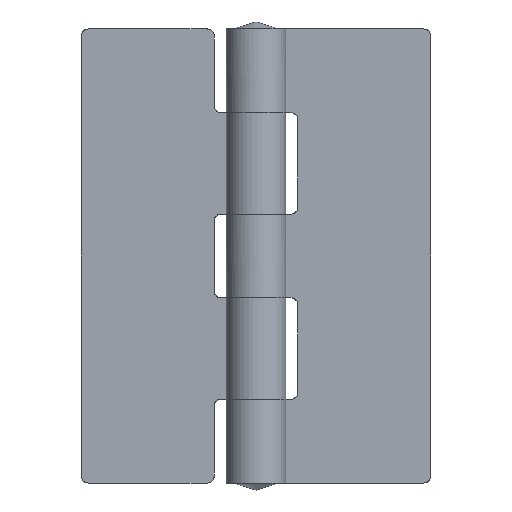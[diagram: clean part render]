
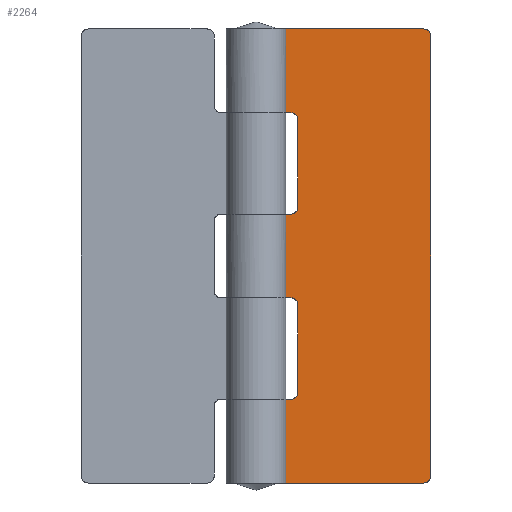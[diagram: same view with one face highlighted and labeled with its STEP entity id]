
A CAD part, front view. The second image highlights one B-rep face of the part: STEP entity #2264.
In plain terms, the highlighted free-form (B-spline) face has degree [1, 1] with [2, 2] control points.
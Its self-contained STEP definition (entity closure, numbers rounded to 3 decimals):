
#1215=CARTESIAN_POINT('',(5.,2.25,26.5));
#1216=VERTEX_POINT('',#1215);
#1217=CARTESIAN_POINT('',(6.,2.25,25.5));
#1218=VERTEX_POINT('',#1217);
#1219=CARTESIAN_POINT('',(5.,2.25,26.5));
#1220=CARTESIAN_POINT('',(6.,2.25,26.5));
#1221=CARTESIAN_POINT('',(6.,2.25,25.5));
#1229=(BOUNDED_CURVE()B_SPLINE_CURVE(2,(#1219,#1220,#1221),.UNSPECIFIED.,.F.,.U.)CURVE()GEOMETRIC_REPRESENTATION_ITEM()QUASI_UNIFORM_CURVE()RATIONAL_B_SPLINE_CURVE((1.0,0.707,1.0))REPRESENTATION_ITEM(''));
#1230=EDGE_CURVE('',#1216,#1218,#1229,.T.);
#1276=CARTESIAN_POINT('',(6.,2.25,13.0));
#1277=VERTEX_POINT('',#1276);
#1278=CARTESIAN_POINT('',(5.,2.25,12.0));
#1279=VERTEX_POINT('',#1278);
#1280=CARTESIAN_POINT('',(6.,2.25,13.0));
#1281=CARTESIAN_POINT('',(6.,2.25,12.0));
#1282=CARTESIAN_POINT('',(5.,2.25,12.0));
#1290=(BOUNDED_CURVE()B_SPLINE_CURVE(2,(#1280,#1281,#1282),.UNSPECIFIED.,.F.,.U.)CURVE()GEOMETRIC_REPRESENTATION_ITEM()QUASI_UNIFORM_CURVE()RATIONAL_B_SPLINE_CURVE((1.0,0.707,1.0))REPRESENTATION_ITEM(''));
#1291=EDGE_CURVE('',#1277,#1279,#1290,.T.);
#1337=CARTESIAN_POINT('',(5.,2.25,53.0));
#1338=VERTEX_POINT('',#1337);
#1339=CARTESIAN_POINT('',(6.,2.25,52.0));
#1340=VERTEX_POINT('',#1339);
#1341=CARTESIAN_POINT('',(5.,2.25,53.0));
#1342=CARTESIAN_POINT('',(6.,2.25,53.0));
#1343=CARTESIAN_POINT('',(6.,2.25,52.0));
#1351=(BOUNDED_CURVE()B_SPLINE_CURVE(2,(#1341,#1342,#1343),.UNSPECIFIED.,.F.,.U.)CURVE()GEOMETRIC_REPRESENTATION_ITEM()QUASI_UNIFORM_CURVE()RATIONAL_B_SPLINE_CURVE((1.0,0.707,1.0))REPRESENTATION_ITEM(''));
#1352=EDGE_CURVE('',#1338,#1340,#1351,.T.);
#1398=CARTESIAN_POINT('',(6.,2.25,39.5));
#1399=VERTEX_POINT('',#1398);
#1400=CARTESIAN_POINT('',(5.,2.25,38.5));
#1401=VERTEX_POINT('',#1400);
#1402=CARTESIAN_POINT('',(6.,2.25,39.5));
#1403=CARTESIAN_POINT('',(6.,2.25,38.5));
#1404=CARTESIAN_POINT('',(5.,2.25,38.5));
#1412=(BOUNDED_CURVE()B_SPLINE_CURVE(2,(#1402,#1403,#1404),.UNSPECIFIED.,.F.,.U.)CURVE()GEOMETRIC_REPRESENTATION_ITEM()QUASI_UNIFORM_CURVE()RATIONAL_B_SPLINE_CURVE((1.0,0.707,1.0))REPRESENTATION_ITEM(''));
#1413=EDGE_CURVE('',#1399,#1401,#1412,.T.);
#1476=CARTESIAN_POINT('',(24.0,2.25,65.0));
#1477=VERTEX_POINT('',#1476);
#1483=CARTESIAN_POINT('',(25.0,2.25,64.0));
#1484=VERTEX_POINT('',#1483);
#1485=CARTESIAN_POINT('',(25.0,2.25,64.0));
#1486=CARTESIAN_POINT('',(25.0,2.25,65.0));
#1487=CARTESIAN_POINT('',(24.0,2.25,65.0));
#1495=(BOUNDED_CURVE()B_SPLINE_CURVE(2,(#1485,#1486,#1487),.UNSPECIFIED.,.F.,.U.)CURVE()GEOMETRIC_REPRESENTATION_ITEM()QUASI_UNIFORM_CURVE()RATIONAL_B_SPLINE_CURVE((1.0,0.707,1.0))REPRESENTATION_ITEM(''));
#1496=EDGE_CURVE('',#1484,#1477,#1495,.T.);
#1537=CARTESIAN_POINT('',(25.0,2.25,1.0));
#1538=VERTEX_POINT('',#1537);
#1544=CARTESIAN_POINT('',(24.0,2.25,0.0));
#1545=VERTEX_POINT('',#1544);
#1546=CARTESIAN_POINT('',(24.0,2.25,0.0));
#1547=CARTESIAN_POINT('',(25.0,2.25,0.0));
#1548=CARTESIAN_POINT('',(25.0,2.25,1.0));
#1556=(BOUNDED_CURVE()B_SPLINE_CURVE(2,(#1546,#1547,#1548),.UNSPECIFIED.,.F.,.U.)CURVE()GEOMETRIC_REPRESENTATION_ITEM()QUASI_UNIFORM_CURVE()RATIONAL_B_SPLINE_CURVE((1.0,0.707,1.0))REPRESENTATION_ITEM(''));
#1557=EDGE_CURVE('',#1545,#1538,#1556,.T.);
#1572=CARTESIAN_POINT('',(0.0,2.25,12.0));
#1573=VERTEX_POINT('',#1572);
#1574=CARTESIAN_POINT('',(5.,2.25,12.0));
#1575=CARTESIAN_POINT('',(0.0,2.25,12.0));
#1576=QUASI_UNIFORM_CURVE('',1,(#1574,#1575),.UNSPECIFIED.,.F.,.U.);
#1577=EDGE_CURVE('',#1279,#1573,#1576,.T.);
#1648=CARTESIAN_POINT('',(6.,2.25,25.5));
#1649=CARTESIAN_POINT('',(6.,2.25,13.0));
#1650=QUASI_UNIFORM_CURVE('',1,(#1648,#1649),.UNSPECIFIED.,.F.,.U.);
#1651=EDGE_CURVE('',#1218,#1277,#1650,.T.);
#1670=CARTESIAN_POINT('',(0.0,2.25,26.5));
#1671=VERTEX_POINT('',#1670);
#1672=CARTESIAN_POINT('',(0.0,2.25,26.5));
#1673=CARTESIAN_POINT('',(5.,2.25,26.5));
#1674=QUASI_UNIFORM_CURVE('',1,(#1672,#1673),.UNSPECIFIED.,.F.,.U.);
#1675=EDGE_CURVE('',#1671,#1216,#1674,.T.);
#1740=CARTESIAN_POINT('',(0.0,2.25,53.0));
#1741=VERTEX_POINT('',#1740);
#1742=CARTESIAN_POINT('',(0.0,2.25,53.0));
#1743=CARTESIAN_POINT('',(5.,2.25,53.0));
#1744=QUASI_UNIFORM_CURVE('',1,(#1742,#1743),.UNSPECIFIED.,.F.,.U.);
#1745=EDGE_CURVE('',#1741,#1338,#1744,.T.);
#1808=CARTESIAN_POINT('',(6.,2.25,52.0));
#1809=CARTESIAN_POINT('',(6.,2.25,39.5));
#1810=QUASI_UNIFORM_CURVE('',1,(#1808,#1809),.UNSPECIFIED.,.F.,.U.);
#1811=EDGE_CURVE('',#1340,#1399,#1810,.T.);
#1822=CARTESIAN_POINT('',(0.0,2.25,38.5));
#1823=VERTEX_POINT('',#1822);
#1824=CARTESIAN_POINT('',(5.,2.25,38.5));
#1825=CARTESIAN_POINT('',(0.0,2.25,38.5));
#1826=QUASI_UNIFORM_CURVE('',1,(#1824,#1825),.UNSPECIFIED.,.F.,.U.);
#1827=EDGE_CURVE('',#1401,#1823,#1826,.T.);
#1900=CARTESIAN_POINT('',(0.0,2.25,0.0));
#1901=VERTEX_POINT('',#1900);
#1902=CARTESIAN_POINT('',(24.0,2.25,0.0));
#1903=CARTESIAN_POINT('',(0.0,2.25,0.0));
#1904=QUASI_UNIFORM_CURVE('',1,(#1902,#1903),.UNSPECIFIED.,.F.,.U.);
#1905=EDGE_CURVE('',#1545,#1901,#1904,.T.);
#1962=CARTESIAN_POINT('',(0.0,2.25,65.0));
#1963=VERTEX_POINT('',#1962);
#1964=CARTESIAN_POINT('',(24.0,2.25,65.0));
#1965=CARTESIAN_POINT('',(0.0,2.25,65.0));
#1966=QUASI_UNIFORM_CURVE('',1,(#1964,#1965),.UNSPECIFIED.,.F.,.U.);
#1967=EDGE_CURVE('',#1477,#1963,#1966,.T.);
#2032=CARTESIAN_POINT('',(25.0,2.25,64.0));
#2033=CARTESIAN_POINT('',(25.0,2.25,1.0));
#2034=QUASI_UNIFORM_CURVE('',1,(#2032,#2033),.UNSPECIFIED.,.F.,.U.);
#2035=EDGE_CURVE('',#1484,#1538,#2034,.T.);
#2090=CARTESIAN_POINT('',(0.0,2.25,65.0));
#2091=CARTESIAN_POINT('',(0.0,2.25,53.0));
#2092=QUASI_UNIFORM_CURVE('',1,(#2090,#2091),.UNSPECIFIED.,.F.,.U.);
#2093=EDGE_CURVE('',#1963,#1741,#2092,.T.);
#2198=CARTESIAN_POINT('',(0.0,2.25,12.0));
#2199=CARTESIAN_POINT('',(0.0,2.25,0.0));
#2200=QUASI_UNIFORM_CURVE('',1,(#2198,#2199),.UNSPECIFIED.,.F.,.U.);
#2201=EDGE_CURVE('',#1573,#1901,#2200,.T.);
#2229=CARTESIAN_POINT('',(0.0,2.25,38.5));
#2230=CARTESIAN_POINT('',(0.0,2.25,26.5));
#2231=QUASI_UNIFORM_CURVE('',1,(#2229,#2230),.UNSPECIFIED.,.F.,.U.);
#2232=EDGE_CURVE('',#1823,#1671,#2231,.T.);
#2239=CARTESIAN_POINT('',(-1.249,2.25,68.247));
#2240=CARTESIAN_POINT('',(-1.249,2.25,-3.247));
#2241=CARTESIAN_POINT('',(26.249,2.25,68.247));
#2242=CARTESIAN_POINT('',(26.249,2.25,-3.247));
#2243=B_SPLINE_SURFACE_WITH_KNOTS('',1,1,((#2239,#2241),(#2240,#2242)),.UNSPECIFIED.,.F.,.F.,.U.,(2,2),(2,2),(0.0,71.494),(0.0,27.498),.UNSPECIFIED.);
#2244=ORIENTED_EDGE('',*,*,#1905,.F.);
#2245=ORIENTED_EDGE('',*,*,#1557,.T.);
#2246=ORIENTED_EDGE('',*,*,#2035,.F.);
#2247=ORIENTED_EDGE('',*,*,#1496,.T.);
#2248=ORIENTED_EDGE('',*,*,#1967,.T.);
#2249=ORIENTED_EDGE('',*,*,#2093,.T.);
#2250=ORIENTED_EDGE('',*,*,#1745,.T.);
#2251=ORIENTED_EDGE('',*,*,#1352,.T.);
#2252=ORIENTED_EDGE('',*,*,#1811,.T.);
#2253=ORIENTED_EDGE('',*,*,#1413,.T.);
#2254=ORIENTED_EDGE('',*,*,#1827,.T.);
#2255=ORIENTED_EDGE('',*,*,#2232,.T.);
#2256=ORIENTED_EDGE('',*,*,#1675,.T.);
#2257=ORIENTED_EDGE('',*,*,#1230,.T.);
#2258=ORIENTED_EDGE('',*,*,#1651,.T.);
#2259=ORIENTED_EDGE('',*,*,#1291,.T.);
#2260=ORIENTED_EDGE('',*,*,#1577,.T.);
#2261=ORIENTED_EDGE('',*,*,#2201,.T.);
#2262=EDGE_LOOP('',(#2244,#2245,#2246,#2247,#2248,#2249,#2250,#2251,#2252,#2253,#2254,#2255,#2256,#2257,#2258,#2259,#2260,#2261));
#2263=FACE_OUTER_BOUND('',#2262,.T.);
#2264=ADVANCED_FACE('',(#2263),#2243,.T.);
